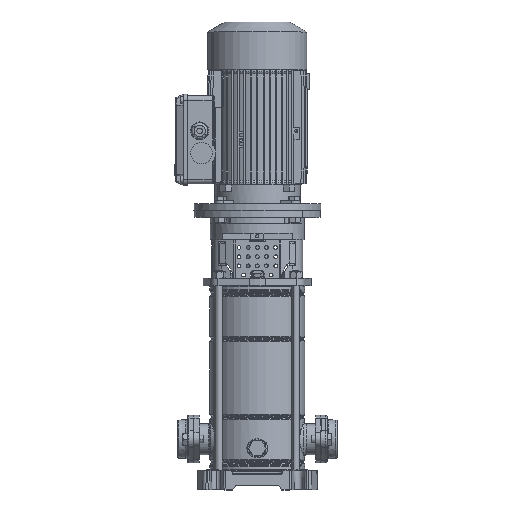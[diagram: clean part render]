
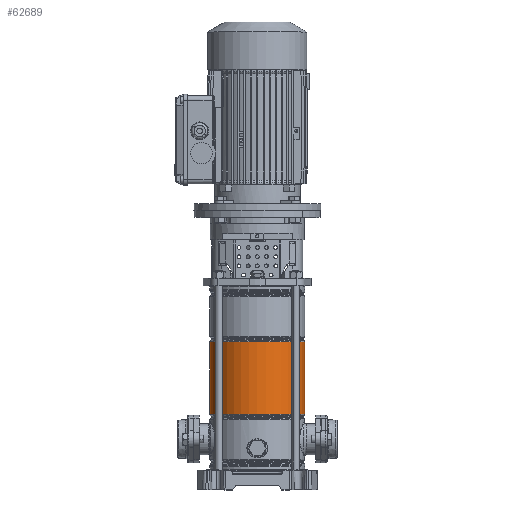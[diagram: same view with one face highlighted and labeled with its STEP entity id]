
A CAD part, top view. The second image highlights one B-rep face of the part: STEP entity #62689.
In plain terms, the highlighted cylindrical face has radius 74.9 mm (diameter 149.8 mm), a partial arc.
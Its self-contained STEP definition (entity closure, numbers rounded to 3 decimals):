
#9 = DIRECTION ( 'NONE',  ( 0., 0., -1. ) ) ;
#4867 = CARTESIAN_POINT ( 'NONE',  ( 74.9, 0., 201.221 ) ) ;
#5233 = VERTEX_POINT ( 'NONE', #50791 ) ;
#5260 = CARTESIAN_POINT ( 'NONE',  ( 0., 0., 0. ) ) ;
#5477 = VECTOR ( 'NONE', #16731, 1000. ) ;
#7610 = DIRECTION ( 'NONE',  ( 0., 0., -1. ) ) ;
#7816 = ORIENTED_EDGE ( 'NONE', *, *, #65151, .F. ) ;
#9237 = AXIS2_PLACEMENT_3D ( 'NONE', #25707, #52834, #20107 ) ;
#16731 = DIRECTION ( 'NONE',  ( 0., 0., -1. ) ) ;
#18395 = LINE ( 'NONE', #57416, #50335 ) ;
#18730 = CIRCLE ( 'NONE', #9237, 74.9 ) ;
#20107 = DIRECTION ( 'NONE',  ( 1., 0., 0. ) ) ;
#22951 = CARTESIAN_POINT ( 'NONE',  ( 74.9, 0., 86.779 ) ) ;
#25707 = CARTESIAN_POINT ( 'NONE',  ( 0., 0., 86.779 ) ) ;
#27909 = CARTESIAN_POINT ( 'NONE',  ( -74.9, 0., 0. ) ) ;
#29205 = ORIENTED_EDGE ( 'NONE', *, *, #57463, .T. ) ;
#29337 = VERTEX_POINT ( 'NONE', #22951 ) ;
#30055 = EDGE_CURVE ( 'NONE', #53163, #5233, #72450, .T. ) ;
#30089 = VERTEX_POINT ( 'NONE', #4867 ) ;
#33317 = CIRCLE ( 'NONE', #55842, 74.9 ) ;
#35860 = DIRECTION ( 'NONE',  ( 0., 0., -1. ) ) ;
#50224 = FACE_OUTER_BOUND ( 'NONE', #73465, .T. ) ;
#50335 = VECTOR ( 'NONE', #7610, 1000. ) ;
#50791 = CARTESIAN_POINT ( 'NONE',  ( -74.9, 0., 86.779 ) ) ;
#51812 = ORIENTED_EDGE ( 'NONE', *, *, #30055, .T. ) ;
#52834 = DIRECTION ( 'NONE',  ( 0., 0., 1. ) ) ;
#53163 = VERTEX_POINT ( 'NONE', #69051 ) ;
#55842 = AXIS2_PLACEMENT_3D ( 'NONE', #69284, #35860, #57788 ) ;
#57416 = CARTESIAN_POINT ( 'NONE',  ( 74.9, 0., 0. ) ) ;
#57463 = EDGE_CURVE ( 'NONE', #5233, #29337, #18730, .T. ) ;
#57788 = DIRECTION ( 'NONE',  ( 1., 0., 0. ) ) ;
#61960 = EDGE_CURVE ( 'NONE', #30089, #53163, #33317, .T. ) ;
#62689 = ADVANCED_FACE ( 'NONE', ( #50224 ), #72839, .T. ) ;
#65151 = EDGE_CURVE ( 'NONE', #30089, #29337, #18395, .T. ) ;
#66593 = AXIS2_PLACEMENT_3D ( 'NONE', #5260, #9, #72466 ) ;
#68195 = ORIENTED_EDGE ( 'NONE', *, *, #61960, .T. ) ;
#69051 = CARTESIAN_POINT ( 'NONE',  ( -74.9, 0., 201.221 ) ) ;
#69284 = CARTESIAN_POINT ( 'NONE',  ( 0., 0., 201.221 ) ) ;
#72450 = LINE ( 'NONE', #27909, #5477 ) ;
#72466 = DIRECTION ( 'NONE',  ( -1., 0., 0. ) ) ;
#72839 = CYLINDRICAL_SURFACE ( 'NONE', #66593, 74.9 ) ;
#73465 = EDGE_LOOP ( 'NONE', ( #7816, #68195, #51812, #29205 ) ) ;
